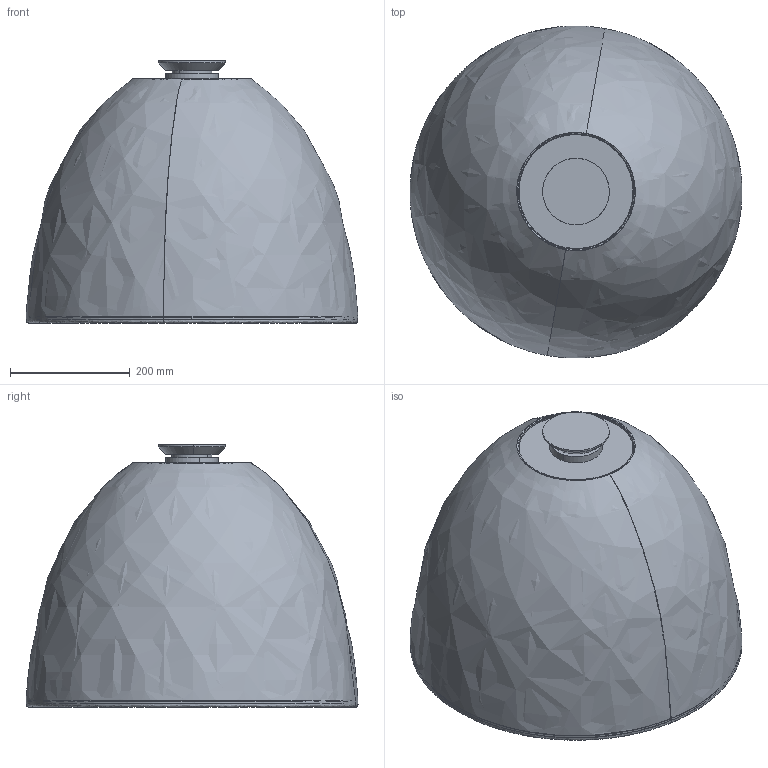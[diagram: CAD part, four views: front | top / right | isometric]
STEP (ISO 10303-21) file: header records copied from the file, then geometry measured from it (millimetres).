
FILE_DESCRIPTION(/* description */ (''),/* implementation_level */ '2;1');
FILE_NAME(/* name */ 'Nur plafone',/* time_stamp */ '2013-12-13T09:09:47+01:00',/* author */ (''),/* organization */ (''),/* preprocessor_version */ 'ST-DEVELOPER v10',/* originating_system */ '',/* authorisation */ '');
FILE_SCHEMA (('AUTOMOTIVE_DESIGN'));
Length unit declared in the file: millimetre
Products named in the file (1): 1
Bounding box: 553.88 x 553.91 x 437.41 mm (x, y, z)
Volume: 1499551.2 mm3; surface area: 1923925 mm2
Topology: 4 solids, 4 shells, 107 faces, 286 edges, 190 vertices
Faces by surface type: bspline 78, plane 29
Entity records: 5221 total; most frequent: CARTESIAN_POINT 3572, ORIENTED_EDGE 572, EDGE_CURVE 286, VERTEX_POINT 190, EDGE_LOOP 124, ADVANCED_FACE 107, FACE_OUTER_BOUND 107, B_SPLINE_CURVE_WITH_KNOTS 93
